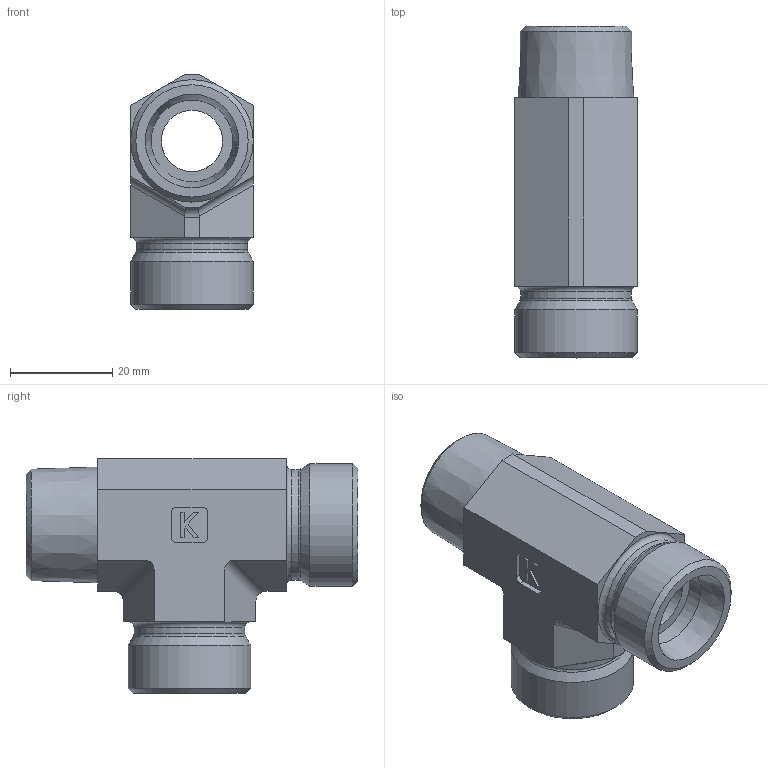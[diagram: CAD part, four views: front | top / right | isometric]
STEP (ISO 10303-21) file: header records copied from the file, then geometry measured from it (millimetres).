
FILE_DESCRIPTION((''),'2;1');
FILE_NAME('2504162224.stp','2014-10-08T11:51:22',(''),('KNOMI spol. s r. o.'),'Autodesk Inventor 2012','Autodesk Inventor 2012','');
FILE_SCHEMA(('AUTOMOTIVE_DESIGN { 1 2 10303 214 0 1 1 1 }'));
Length unit declared in the file: millimetre
Products named in the file (1): TBCM3 16SMkuž M22K/M24
Bounding box: 24 x 65 x 45.99 mm (x, y, z)
Volume: 27556.5 mm3; surface area: 11013.7 mm2
Topology: 1 solids, 1 shells, 74 faces, 189 edges, 123 vertices
Faces by surface type: plane 43, cylinder 18, cone 9, torus 4
Full cylindrical faces by diameter (mm): 12 x2, 16 x2, 21.7 x2, 24 x2
Entity records: 2104 total; most frequent: DIRECTION 364, CARTESIAN_POINT 353, ORIENTED_EDGE 322, EDGE_CURVE 161, AXIS2_PLACEMENT_3D 128, VERTEX_POINT 117, VECTOR 108, LINE 108
